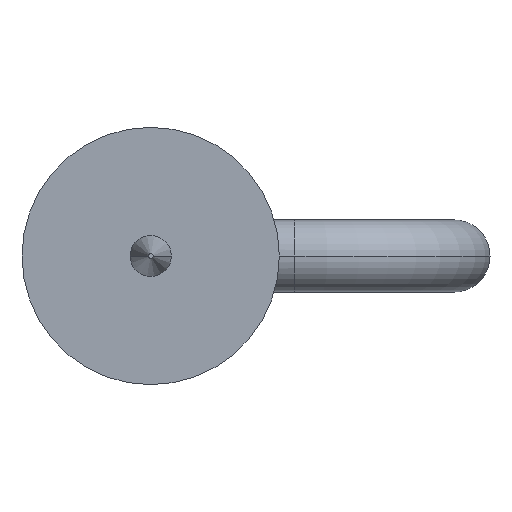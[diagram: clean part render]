
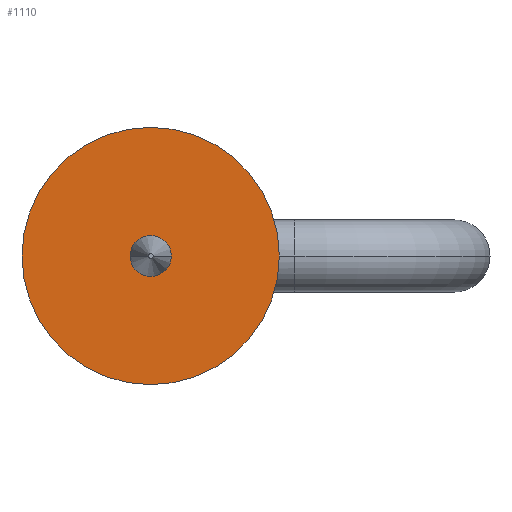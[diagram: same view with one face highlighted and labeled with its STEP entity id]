
A CAD part, left-side view. The second image highlights one B-rep face of the part: STEP entity #1110.
In plain terms, the highlighted planar face has unit normal (-1, 0, 0).
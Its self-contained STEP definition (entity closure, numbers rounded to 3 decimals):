
#330=CARTESIAN_POINT('',(0.,2.,0.));
#340=VERTEX_POINT('',#330);
#370=CARTESIAN_POINT('',(0.,0.,0.));
#380=DIRECTION('',(1.,-0.,-0.));
#390=DIRECTION('',(-0.,-1.,0.));
#400=AXIS2_PLACEMENT_3D('',#370,#380,#390);
#410=CIRCLE('',#400,2.);
#420=CARTESIAN_POINT('',(0.,-2.,0.));
#430=VERTEX_POINT('',#420);
#440=EDGE_CURVE('',#340,#430,#410,.T.);
#860=CARTESIAN_POINT('',(0.,4.,0.));
#870=DIRECTION('',(-1.,-0.,-0.));
#880=DIRECTION('',(-0.,1.,0.));
#890=AXIS2_PLACEMENT_3D('',#860,#870,#880);
#900=PLANE('',#890);
#910=CARTESIAN_POINT('',(0.,0.,0.));
#920=DIRECTION('',(1.,0.,0.));
#930=DIRECTION('',(0.,1.,0.));
#940=AXIS2_PLACEMENT_3D('',#910,#920,#930);
#950=CIRCLE('',#940,12.5);
#960=CARTESIAN_POINT('',(0.,12.5,0.));
#970=VERTEX_POINT('',#960);
#980=CARTESIAN_POINT('',(0.,-12.5,0.));
#990=VERTEX_POINT('',#980);
#1000=EDGE_CURVE('',#970,#990,#950,.T.);
#1010=ORIENTED_EDGE('',*,*,#1000,.F.);
#1020=EDGE_CURVE('',#990,#970,#950,.T.);
#1030=ORIENTED_EDGE('',*,*,#1020,.F.);
#1040=EDGE_LOOP('',(#1030,#1010));
#1050=FACE_OUTER_BOUND('',#1040,.T.);
#1060=ORIENTED_EDGE('',*,*,#440,.T.);
#1070=EDGE_CURVE('',#430,#340,#410,.T.);
#1080=ORIENTED_EDGE('',*,*,#1070,.T.);
#1090=EDGE_LOOP('',(#1080,#1060));
#1100=FACE_BOUND('',#1090,.T.);
#1110=ADVANCED_FACE('',(#1050,#1100),#900,.T.);
